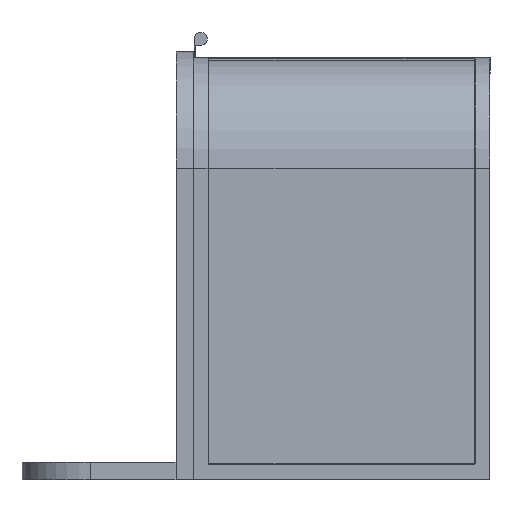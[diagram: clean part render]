
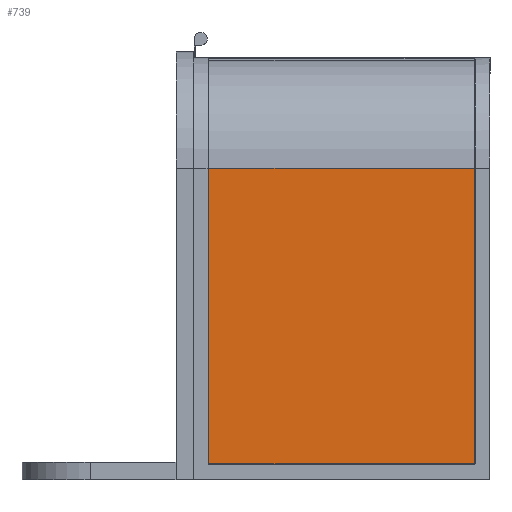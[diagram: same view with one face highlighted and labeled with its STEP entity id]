
A CAD part, left-side view. The second image highlights one B-rep face of the part: STEP entity #739.
In plain terms, the highlighted planar face has unit normal (-1, 0, 0).
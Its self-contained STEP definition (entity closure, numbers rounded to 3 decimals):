
#20 = VECTOR ( 'NONE', #378, 1000. ) ;
#25 = CARTESIAN_POINT ( 'NONE',  ( -143., 18.5, -129. ) ) ;
#35 = CARTESIAN_POINT ( 'NONE',  ( -143., 18.5, -475. ) ) ;
#65 = LINE ( 'NONE', #1485, #2781 ) ;
#96 = VERTEX_POINT ( 'NONE', #1356 ) ;
#229 = ORIENTED_EDGE ( 'NONE', *, *, #692, .T. ) ;
#273 = LINE ( 'NONE', #35, #3021 ) ;
#339 = EDGE_CURVE ( 'NONE', #1247, #1142, #2495, .T. ) ;
#347 = LINE ( 'NONE', #2001, #20 ) ;
#367 = CARTESIAN_POINT ( 'NONE',  ( -143., 328.5, -475. ) ) ;
#378 = DIRECTION ( 'NONE',  ( 0., -1., 0. ) ) ;
#599 = CARTESIAN_POINT ( 'NONE',  ( -143., 838.94, -475. ) ) ;
#655 = EDGE_CURVE ( 'NONE', #1247, #1449, #65, .T. ) ;
#692 = EDGE_CURVE ( 'NONE', #1142, #96, #347, .T. ) ;
#704 = VECTOR ( 'NONE', #2995, 1000. ) ;
#739 = ADVANCED_FACE ( 'NONE', ( #3017 ), #1042, .F. ) ;
#1042 = PLANE ( 'NONE',  #3058 ) ;
#1142 = VERTEX_POINT ( 'NONE', #1802 ) ;
#1247 = VERTEX_POINT ( 'NONE', #2053 ) ;
#1356 = CARTESIAN_POINT ( 'NONE',  ( -143., 18.5, -474.5 ) ) ;
#1363 = ORIENTED_EDGE ( 'NONE', *, *, #339, .T. ) ;
#1449 = VERTEX_POINT ( 'NONE', #25 ) ;
#1485 = CARTESIAN_POINT ( 'NONE',  ( -143., 838.94, -129. ) ) ;
#1500 = ORIENTED_EDGE ( 'NONE', *, *, #3019, .T. ) ;
#1802 = CARTESIAN_POINT ( 'NONE',  ( -143., 328.5, -474.5 ) ) ;
#2001 = CARTESIAN_POINT ( 'NONE',  ( -143., 18., -474.5 ) ) ;
#2053 = CARTESIAN_POINT ( 'NONE',  ( -143., 328.5, -129. ) ) ;
#2155 = DIRECTION ( 'NONE',  ( 0., 0., 1. ) ) ;
#2430 = DIRECTION ( 'NONE',  ( 0., -1., 0. ) ) ;
#2475 = DIRECTION ( 'NONE',  ( 1., 0., 0. ) ) ;
#2495 = LINE ( 'NONE', #367, #704 ) ;
#2509 = DIRECTION ( 'NONE',  ( 0., 0., -1. ) ) ;
#2635 = EDGE_LOOP ( 'NONE', ( #2709, #1363, #229, #1500 ) ) ;
#2709 = ORIENTED_EDGE ( 'NONE', *, *, #655, .F. ) ;
#2781 = VECTOR ( 'NONE', #2430, 1000. ) ;
#2995 = DIRECTION ( 'NONE',  ( 0., 0., -1. ) ) ;
#3017 = FACE_OUTER_BOUND ( 'NONE', #2635, .T. ) ;
#3019 = EDGE_CURVE ( 'NONE', #96, #1449, #273, .T. ) ;
#3021 = VECTOR ( 'NONE', #2155, 1000. ) ;
#3058 = AXIS2_PLACEMENT_3D ( 'NONE', #599, #2475, #2509 ) ;
